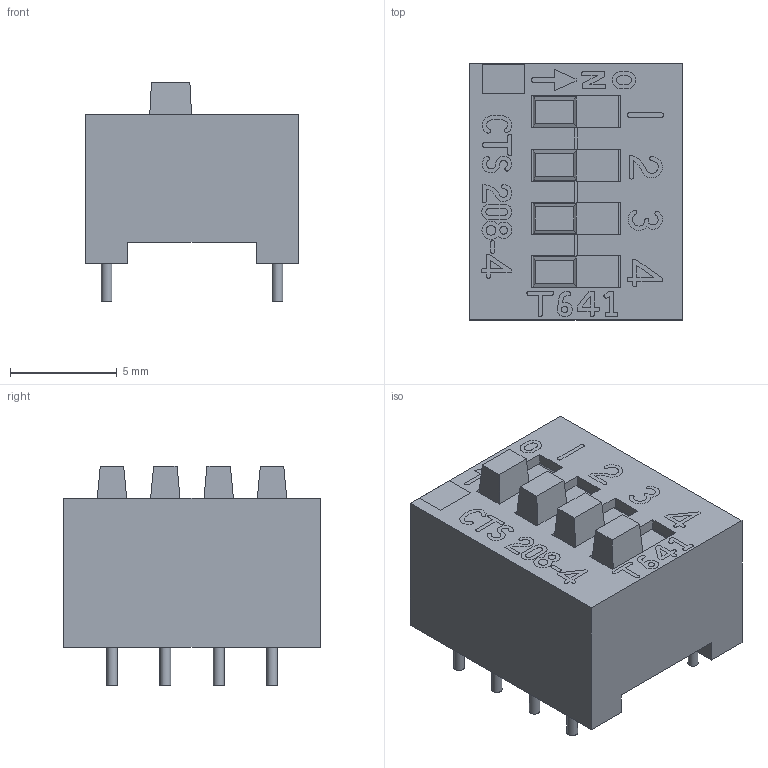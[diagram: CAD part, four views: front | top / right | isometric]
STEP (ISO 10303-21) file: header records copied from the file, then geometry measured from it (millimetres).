
FILE_DESCRIPTION(('FreeCAD Model'),'2;1');
FILE_NAME( 'dip_switch.step' ,'2017-04-28T13:49:06',('kicad StepUp'),('ksu MCAD'), 'Open CASCADE STEP processor 6.8','FreeCAD','Unknown');
FILE_SCHEMA(('AUTOMOTIVE_DESIGN_CC2 { 1 2 10303 214 -1 1 5 4 }'));
Length unit declared in the file: millimetre
Products named in the file (1): dip_switch
Bounding box: 10 x 12 x 10.3 mm (x, y, z)
Volume: 405.8 mm3; surface area: 1042 mm2
Topology: 1 solids, 1 shells, 336 faces, 865 edges, 570 vertices
Faces by surface type: plane 240, cylinder 96
Full cylindrical faces by diameter (mm): 0.3 x1, 0.36 x1, 0.46 x1, 0.5 x8
Entity records: 12541 total; most frequent: CARTESIAN_POINT 1772, DIRECTION 1731, ORIENTED_EDGE 1730, EDGE_CURVE 865, LINE 673, VECTOR 673, VERTEX_POINT 570, AXIS2_PLACEMENT_3D 529
